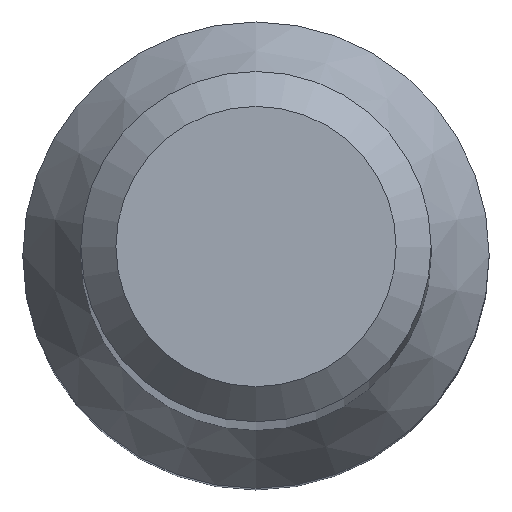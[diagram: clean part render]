
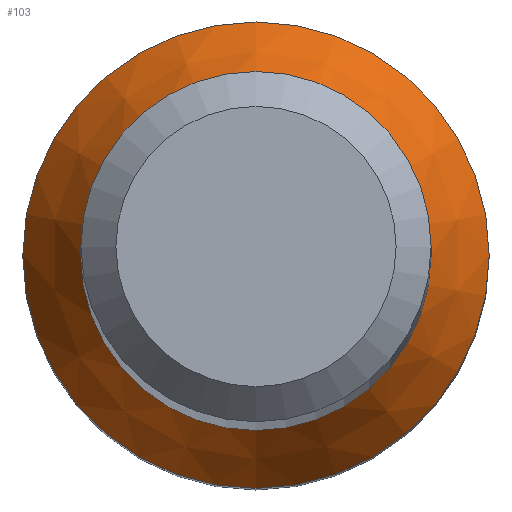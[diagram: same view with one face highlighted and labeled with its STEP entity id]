
A CAD part, top view. The second image highlights one B-rep face of the part: STEP entity #103.
In plain terms, the highlighted conical face has half-angle 30 degrees and reference radius 3.995 mm.
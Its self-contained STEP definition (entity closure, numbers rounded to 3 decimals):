
#2 = AXIS2_PLACEMENT_3D ( 'NONE', #112, #202, #37 ) ;
#12 = AXIS2_PLACEMENT_3D ( 'NONE', #235, #78, #122 ) ;
#20 = FACE_BOUND ( 'NONE', #140, .T. ) ;
#25 = VERTEX_POINT ( 'NONE', #154 ) ;
#36 = DIRECTION ( 'NONE',  ( 0., 0., -1. ) ) ;
#37 = DIRECTION ( 'NONE',  ( 0., 1., 0. ) ) ;
#48 = EDGE_CURVE ( 'NONE', #25, #25, #167, .T. ) ;
#78 = DIRECTION ( 'NONE',  ( 0., 0., -1. ) ) ;
#84 = CARTESIAN_POINT ( 'NONE',  ( 0., 3.995, 16. ) ) ;
#101 = FACE_OUTER_BOUND ( 'NONE', #234, .T. ) ;
#103 = ADVANCED_FACE ( 'NONE', ( #20, #101 ), #168, .T. ) ;
#112 = CARTESIAN_POINT ( 'NONE',  ( 0., 0., 16. ) ) ;
#114 = CIRCLE ( 'NONE', #2, 3.995 ) ;
#122 = DIRECTION ( 'NONE',  ( 0., 1., 0. ) ) ;
#123 = ORIENTED_EDGE ( 'NONE', *, *, #176, .F. ) ;
#130 = CARTESIAN_POINT ( 'NONE',  ( 0., 0., 16. ) ) ;
#140 = EDGE_LOOP ( 'NONE', ( #216 ) ) ;
#154 = CARTESIAN_POINT ( 'NONE',  ( 0., 3., 17.723 ) ) ;
#167 = CIRCLE ( 'NONE', #12, 3. ) ;
#168 = CONICAL_SURFACE ( 'NONE', #194, 3.995, 0.524 ) ;
#176 = EDGE_CURVE ( 'NONE', #210, #210, #114, .T. ) ;
#194 = AXIS2_PLACEMENT_3D ( 'NONE', #130, #36, #242 ) ;
#202 = DIRECTION ( 'NONE',  ( 0., 0., -1. ) ) ;
#210 = VERTEX_POINT ( 'NONE', #84 ) ;
#216 = ORIENTED_EDGE ( 'NONE', *, *, #48, .T. ) ;
#234 = EDGE_LOOP ( 'NONE', ( #123 ) ) ;
#235 = CARTESIAN_POINT ( 'NONE',  ( 0., 0., 17.723 ) ) ;
#242 = DIRECTION ( 'NONE',  ( 0., 1., 0. ) ) ;
